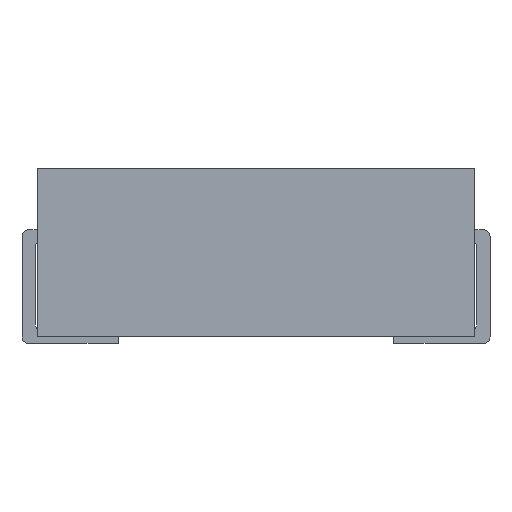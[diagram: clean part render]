
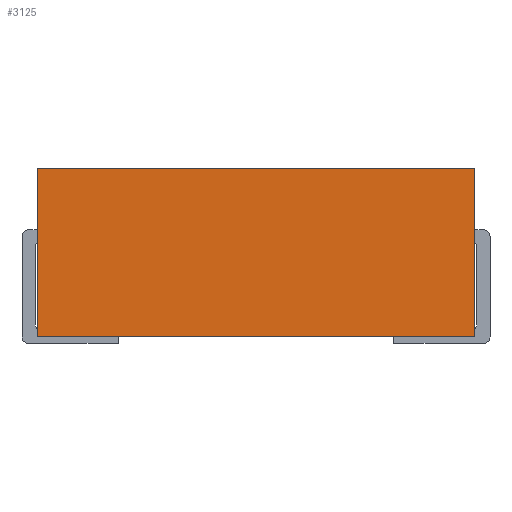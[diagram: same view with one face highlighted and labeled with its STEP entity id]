
A CAD part, front view. The second image highlights one B-rep face of the part: STEP entity #3125.
In plain terms, the highlighted planar face has unit normal (0, -1, 0).
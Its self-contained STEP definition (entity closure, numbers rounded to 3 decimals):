
#189=LINE('',#4007,#398);
#197=LINE('',#4424,#406);
#206=LINE('',#4444,#415);
#213=LINE('',#4456,#422);
#398=VECTOR('',#3460,1000.);
#406=VECTOR('',#3470,1000.);
#415=VECTOR('',#3483,1000.);
#422=VECTOR('',#3492,1000.);
#703=ORIENTED_EDGE('',*,*,#1430,.T.);
#704=ORIENTED_EDGE('',*,*,#1414,.F.);
#705=ORIENTED_EDGE('',*,*,#1347,.F.);
#706=ORIENTED_EDGE('',*,*,#1423,.T.);
#1347=EDGE_CURVE('',#1716,#1717,#189,.T.);
#1414=EDGE_CURVE('',#1717,#1783,#197,.T.);
#1423=EDGE_CURVE('',#1716,#1791,#206,.T.);
#1430=EDGE_CURVE('',#1791,#1783,#213,.T.);
#1716=VERTEX_POINT('',#4006);
#1717=VERTEX_POINT('',#4008);
#1783=VERTEX_POINT('',#4425);
#1791=VERTEX_POINT('',#4443);
#2012=EDGE_LOOP('',(#703,#704,#705,#706));
#2173=FACE_BOUND('',#2012,.T.);
#2324=PLANE('',#3290);
#3125=ADVANCED_FACE('',(#2173),#2324,.F.);
#3290=AXIS2_PLACEMENT_3D('',#4463,#3497,#3498);
#3460=DIRECTION('',(1.,0.,0.));
#3470=DIRECTION('',(0.,0.,-1.));
#3483=DIRECTION('',(0.,0.,-1.));
#3492=DIRECTION('',(1.,0.,0.));
#3497=DIRECTION('',(0.,1.,0.));
#3498=DIRECTION('',(0.,0.,1.));
#4006=CARTESIAN_POINT('',(-5.,-5.,3.85));
#4007=CARTESIAN_POINT('',(-5.,-5.,3.85));
#4008=CARTESIAN_POINT('',(5.,-5.,3.85));
#4424=CARTESIAN_POINT('',(5.,-5.,3.85));
#4425=CARTESIAN_POINT('',(5.,-5.,0.));
#4443=CARTESIAN_POINT('',(-5.,-5.,0.));
#4444=CARTESIAN_POINT('',(-5.,-5.,3.85));
#4456=CARTESIAN_POINT('',(-5.,-5.,0.));
#4463=CARTESIAN_POINT('',(-5.,-5.,3.85));
